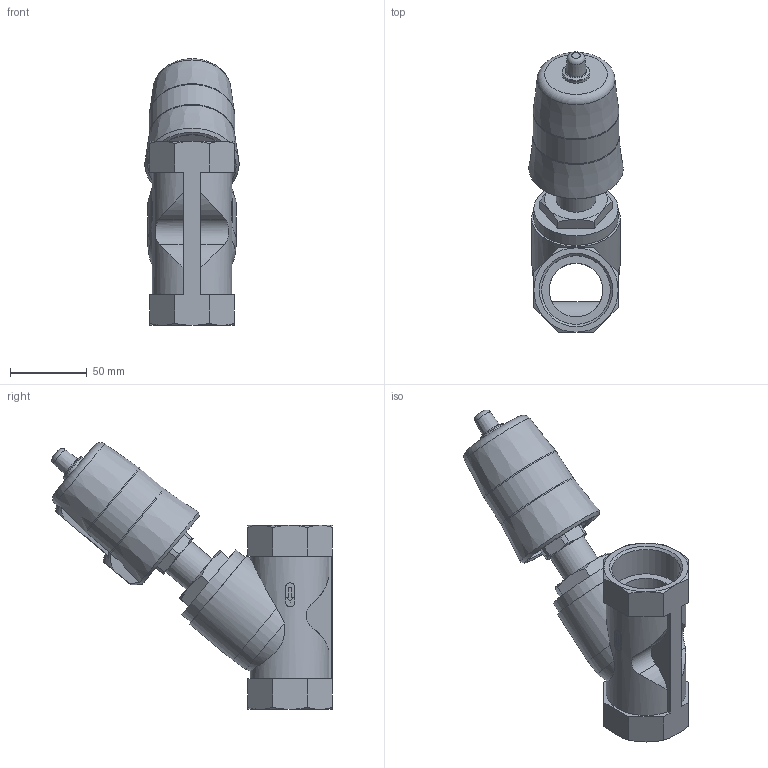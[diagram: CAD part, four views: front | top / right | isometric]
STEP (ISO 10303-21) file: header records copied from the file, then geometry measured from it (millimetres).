
FILE_DESCRIPTION(/* description */ ('STEP AP214'),/* implementation_level */ '2;1');
FILE_NAME(/* name */ '1002529_VZXF-L-M22C-M-A-G112-350-M1-V4V4T-80-16',/* time_stamp */ '2024-09-18T11:50:34+02:00',/* author */ ('License CC BY-ND 4.0'),/* organization */ ('CADENAS'),/* preprocessor_version */ 'ST-DEVELOPER v19.3',/* originating_system */ 'PARTsolutions',/* authorisation */ ' ');
FILE_SCHEMA (('AUTOMOTIVE_DESIGN {1 0 10303 214 3 1 1}'));
Length unit declared in the file: millimetre
Products named in the file (2): 1002529 VZXF-L-M22C-M-A-G112-350-M1-V4V4T-80-16; 1001805 VZXF-L-M22C-M-A-G112-350-V4V4T-50-16---(V)
Assembly tree (1 placements, depth 2):
  1002529 VZXF-L-M22C-M-A-G112-350-M1-V4V4T-80-16
    1001805 VZXF-L-M22C-M-A-G112-350-V4V4T-50-16---(V)
Bounding box: 61.5 x 183.02 x 173.99 mm (x, y, z)
Volume: 462216.8 mm3; surface area: 69879.6 mm2
Topology: 1 solids, 1 shells, 155 faces, 375 edges, 238 vertices
Faces by surface type: plane 76, cone 41, cylinder 32, torus 6
Full cylindrical faces by diameter (mm): 8.566 x1, 18.2 x1, 26 x1, 35 x1, 44.845 x2, 51.7 x1, 55 x1, 58 x1
Entity records: 4668 total; most frequent: CARTESIAN_POINT 1196, ORIENTED_EDGE 700, DIRECTION 678, EDGE_CURVE 350, AXIS2_PLACEMENT_3D 265, VERTEX_POINT 234, EDGE_LOOP 194, FACE_BOUND 194
